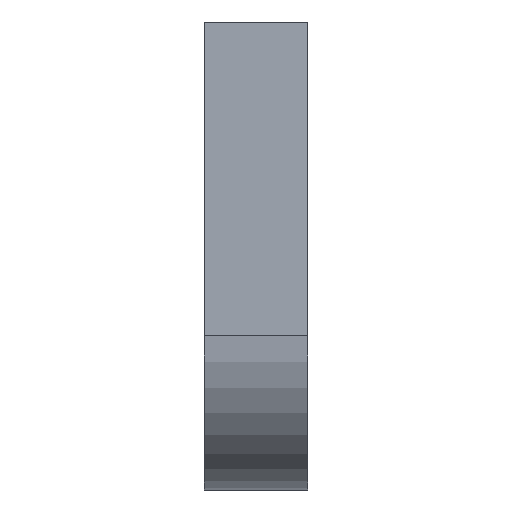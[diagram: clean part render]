
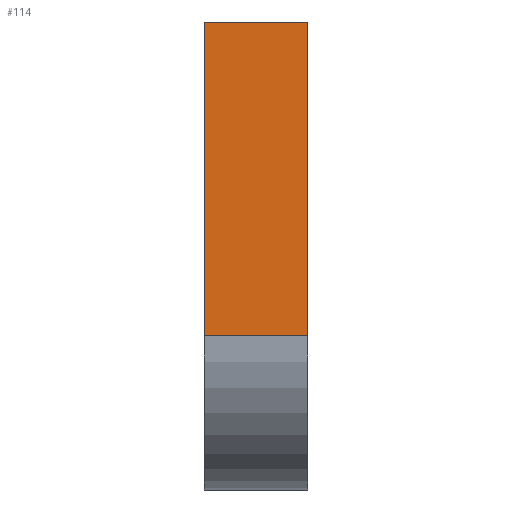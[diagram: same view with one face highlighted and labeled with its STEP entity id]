
A CAD part, front view. The second image highlights one B-rep face of the part: STEP entity #114.
In plain terms, the highlighted planar face has unit normal (0, -1, 0).
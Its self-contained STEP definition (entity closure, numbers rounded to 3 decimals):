
#75=CARTESIAN_POINT('Axis2P3D Location',(347.,55.5,-152.728)) ;
#80=CARTESIAN_POINT('Line Origine',(357.,55.5,-167.928)) ;
#84=CARTESIAN_POINT('Vertex',(357.,55.5,-152.728)) ;
#86=CARTESIAN_POINT('Vertex',(357.,55.5,-183.128)) ;
#89=CARTESIAN_POINT('Line Origine',(352.,55.5,-152.728)) ;
#93=CARTESIAN_POINT('Vertex',(347.,55.5,-152.728)) ;
#96=CARTESIAN_POINT('Line Origine',(347.,55.5,-167.928)) ;
#100=CARTESIAN_POINT('Vertex',(347.,55.5,-183.128)) ;
#103=CARTESIAN_POINT('Line Origine',(352.,55.5,-183.128)) ;
#76=DIRECTION('Axis2P3D Direction',(0.,-1.,0.)) ;
#77=DIRECTION('Axis2P3D XDirection',(0.,0.,-1.)) ;
#81=DIRECTION('Vector Direction',(0.,0.,-1.)) ;
#90=DIRECTION('Vector Direction',(1.,0.,0.)) ;
#97=DIRECTION('Vector Direction',(0.,0.,-1.)) ;
#104=DIRECTION('Vector Direction',(1.,0.,0.)) ;
#78=AXIS2_PLACEMENT_3D('Plane Axis2P3D',#75,#76,#77) ;
#109=ORIENTED_EDGE('',*,*,#88,.F.) ;
#110=ORIENTED_EDGE('',*,*,#95,.F.) ;
#111=ORIENTED_EDGE('',*,*,#102,.T.) ;
#112=ORIENTED_EDGE('',*,*,#107,.T.) ;
#82=VECTOR('Line Direction',#81,1.) ;
#91=VECTOR('Line Direction',#90,1.) ;
#98=VECTOR('Line Direction',#97,1.) ;
#105=VECTOR('Line Direction',#104,1.) ;
#114=ADVANCED_FACE('Corps principal',(#113),#79,.T.) ;
#88=EDGE_CURVE('',#85,#87,#83,.T.) ;
#95=EDGE_CURVE('',#94,#85,#92,.T.) ;
#102=EDGE_CURVE('',#94,#101,#99,.T.) ;
#107=EDGE_CURVE('',#101,#87,#106,.T.) ;
#108=EDGE_LOOP('',(#109,#110,#111,#112)) ;
#113=FACE_OUTER_BOUND('',#108,.T.) ;
#83=LINE('Line',#80,#82) ;
#92=LINE('Line',#89,#91) ;
#99=LINE('Line',#96,#98) ;
#106=LINE('Line',#103,#105) ;
#79=PLANE('',#78) ;
#85=VERTEX_POINT('',#84) ;
#87=VERTEX_POINT('',#86) ;
#94=VERTEX_POINT('',#93) ;
#101=VERTEX_POINT('',#100) ;
